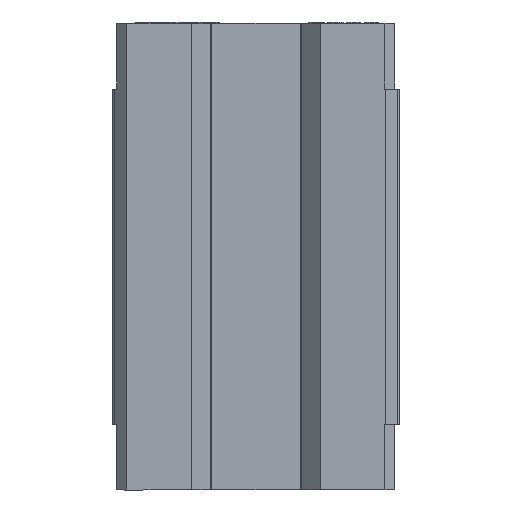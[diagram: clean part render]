
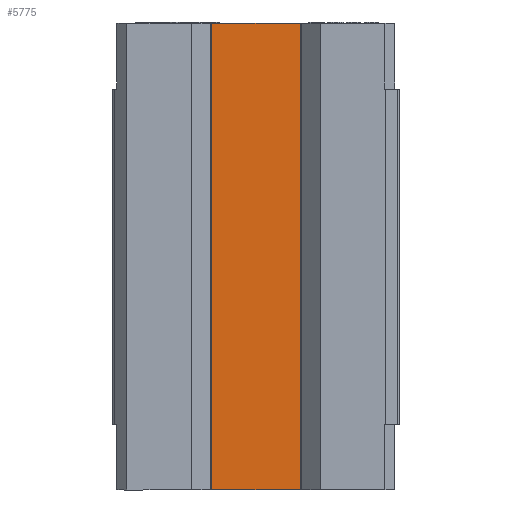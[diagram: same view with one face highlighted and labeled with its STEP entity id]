
A CAD part, front view. The second image highlights one B-rep face of the part: STEP entity #5775.
In plain terms, the highlighted planar face has unit normal (0, -1, 0).
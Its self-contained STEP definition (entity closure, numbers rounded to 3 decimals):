
#340 = FACE_OUTER_BOUND ( 'NONE', #5830, .T. ) ;
#369 = PLANE ( 'NONE',  #374 ) ;
#371 = DIRECTION ( 'NONE',  ( 1., 0., 0. ) ) ;
#372 = DIRECTION ( 'NONE',  ( 0., -1., 0. ) ) ;
#373 = CARTESIAN_POINT ( 'NONE',  ( -9.256, 0., -35. ) ) ;
#374 = AXIS2_PLACEMENT_3D ( 'NONE', #373, #372, #371 ) ;
#499 = DIRECTION ( 'NONE',  ( 1., 0., 0. ) ) ;
#500 = VECTOR ( 'NONE', #499, 1000. ) ;
#501 = CARTESIAN_POINT ( 'NONE',  ( 0., 0., -48.7 ) ) ;
#502 = LINE ( 'NONE', #501, #500 ) ;
#554 = CARTESIAN_POINT ( 'NONE',  ( 9.256, 0., 48.7 ) ) ;
#555 = CARTESIAN_POINT ( 'NONE',  ( 3.085, 0., 48.7 ) ) ;
#556 = CARTESIAN_POINT ( 'NONE',  ( -3.085, 0., 48.7 ) ) ;
#557 = CARTESIAN_POINT ( 'NONE',  ( -9.256, 0., 48.7 ) ) ;
#559 = B_SPLINE_CURVE_WITH_KNOTS ( 'NONE', 3,
 ( #557, #556, #555, #554 ),
 .UNSPECIFIED., .F., .F.,
 ( 4, 4 ),
 ( 0., 1. ),
 .UNSPECIFIED. ) ;
#2239 = CARTESIAN_POINT ( 'NONE',  ( 9.256, 0., -48.7 ) ) ;
#2280 = CARTESIAN_POINT ( 'NONE',  ( -9.256, 0., 48.7 ) ) ;
#2292 = CARTESIAN_POINT ( 'NONE',  ( -9.256, 0., -48.7 ) ) ;
#2294 = DIRECTION ( 'NONE',  ( 0., 0., -1. ) ) ;
#2295 = VECTOR ( 'NONE', #2294, 1000. ) ;
#2296 = CARTESIAN_POINT ( 'NONE',  ( -9.256, 0., -35. ) ) ;
#2297 = LINE ( 'NONE', #2296, #2295 ) ;
#2319 = DIRECTION ( 'NONE',  ( 0., 0., 1. ) ) ;
#2320 = VECTOR ( 'NONE', #2319, 1000. ) ;
#2321 = CARTESIAN_POINT ( 'NONE',  ( 9.256, 0., -35. ) ) ;
#2322 = LINE ( 'NONE', #2321, #2320 ) ;
#2359 = CARTESIAN_POINT ( 'NONE',  ( 9.256, 0., 48.7 ) ) ;
#5775 = ADVANCED_FACE ( 'NONE', ( #340 ), #369, .T. ) ;
#5830 = EDGE_LOOP ( 'NONE', ( #5831, #5833, #5834, #5836 ) ) ;
#5831 = ORIENTED_EDGE ( 'NONE', *, *, #5832, .T. ) ;
#5832 = EDGE_CURVE ( 'NONE', #14140, #14104, #502, .T. ) ;
#5833 = ORIENTED_EDGE ( 'NONE', *, *, #14149, .T. ) ;
#5834 = ORIENTED_EDGE ( 'NONE', *, *, #5835, .F. ) ;
#5835 = EDGE_CURVE ( 'NONE', #14109, #14159, #559, .T. ) ;
#5836 = ORIENTED_EDGE ( 'NONE', *, *, #14138, .T. ) ;
#14104 = VERTEX_POINT ( 'NONE', #2239 ) ;
#14109 = VERTEX_POINT ( 'NONE', #2280 ) ;
#14138 = EDGE_CURVE ( 'NONE', #14109, #14140, #2297, .T. ) ;
#14140 = VERTEX_POINT ( 'NONE', #2292 ) ;
#14149 = EDGE_CURVE ( 'NONE', #14104, #14159, #2322, .T. ) ;
#14159 = VERTEX_POINT ( 'NONE', #2359 ) ;
